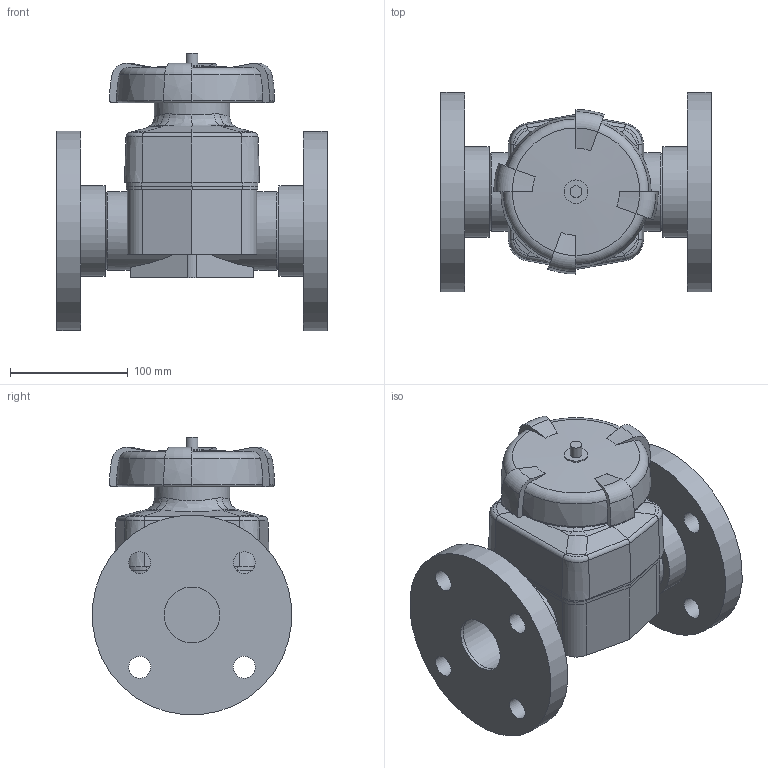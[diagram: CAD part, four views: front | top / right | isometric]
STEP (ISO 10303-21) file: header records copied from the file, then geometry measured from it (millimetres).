
FILE_DESCRIPTION(/* description */ (''),/* implementation_level */ '2;1');
FILE_NAME(/* name */ 'VMOV063E.iam.stp',/* time_stamp */ '2013-10-01T10:40:28+02:00',/* author */ ('bfaro'),/* organization */ (''),/* preprocessor_version */ 'ST-DEVELOPER v15.2',/* originating_system */ 'Autodesk Inventor 2014',/* authorisation */ '');
FILE_SCHEMA (('AUTOMOTIVE_DESIGN { 1 0 10303 214 3 1 1 }'));
Length unit declared in the file: millimetre
Products named in the file (4): Volantino VM 63; SPBDVM063DV; Flangia Fissa D63 Socket; VMOV063E
Bounding box: 230 x 169.45 x 235.73 mm (x, y, z)
Volume: 2991323.7 mm3; surface area: 375166.3 mm2
Topology: 7 solids, 7 shells, 217 faces, 524 edges, 334 vertices
Faces by surface type: plane 87, cylinder 71, torus 22, bspline 18, cone 15, sphere 4
Full cylindrical faces by diameter (mm): 10 x1, 11 x2, 18.7 x8, 20.035 x1, 47.5 x2, 50 x2, 63 x4, 64 x1, 67 x2, 77.1 x2, 170.1 x2
Entity records: 7707 total; most frequent: CARTESIAN_POINT 2813, DIRECTION 1052, ORIENTED_EDGE 942, EDGE_CURVE 471, AXIS2_PLACEMENT_3D 420, VERTEX_POINT 313, EDGE_LOOP 250, LINE 212
